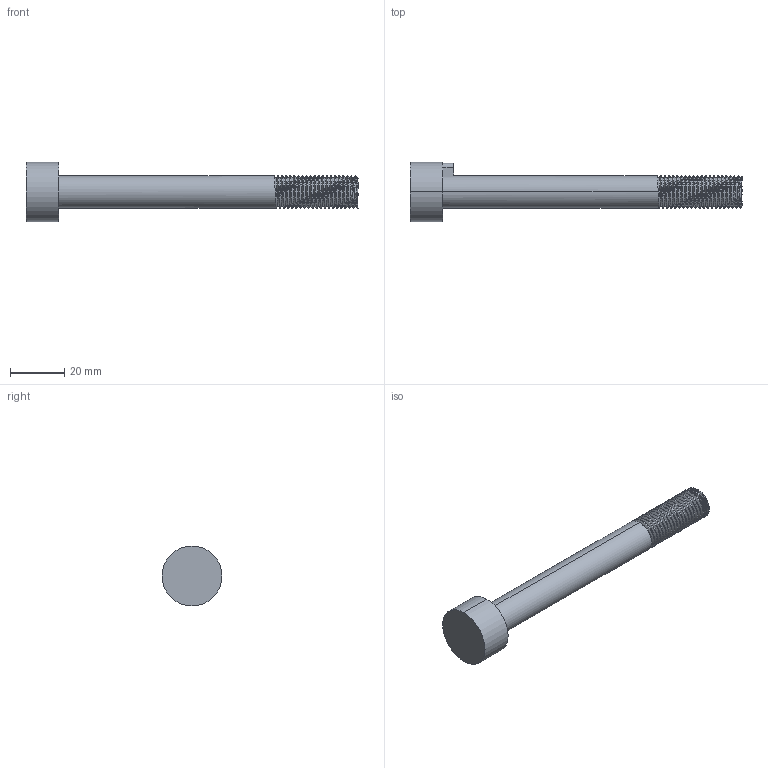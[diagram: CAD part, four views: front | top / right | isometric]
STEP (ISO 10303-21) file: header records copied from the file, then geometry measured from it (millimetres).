
FILE_DESCRIPTION (( 'STEP AP214' ), '1' );
FILE_NAME ('Cheese Head Bolt.STEP', '2025-02-11T20:03:46', ( '' ), ( '' ), 'SwSTEP 2.0', 'SolidWorks 2024', '' );
FILE_SCHEMA (( 'AUTOMOTIVE_DESIGN' ));
Length unit declared in the file: millimetre
Products named in the file (1): Cheese Head Bolt
Bounding box: 122 x 22 x 22 mm (x, y, z)
Volume: 16557.4 mm3; surface area: 6339.8 mm2
Topology: 1 solids, 1 shells, 55 faces, 156 edges, 104 vertices
Faces by surface type: cylinder 45, plane 7, bspline 3
Entity records: 4942 total; most frequent: CARTESIAN_POINT 3762, ORIENTED_EDGE 312, DIRECTION 179, EDGE_CURVE 156, VERTEX_POINT 104, AXIS2_PLACEMENT_3D 63, EDGE_LOOP 56, ADVANCED_FACE 55
